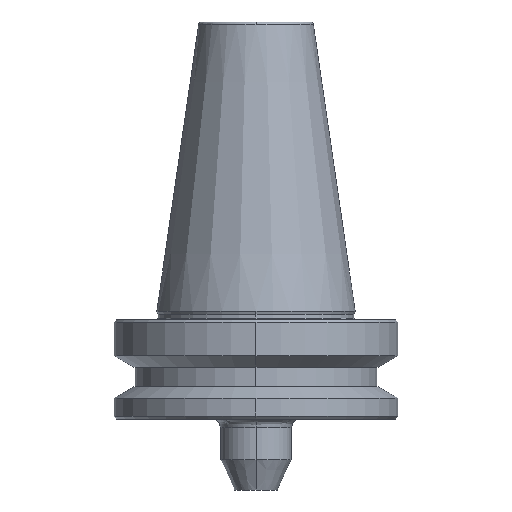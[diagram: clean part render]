
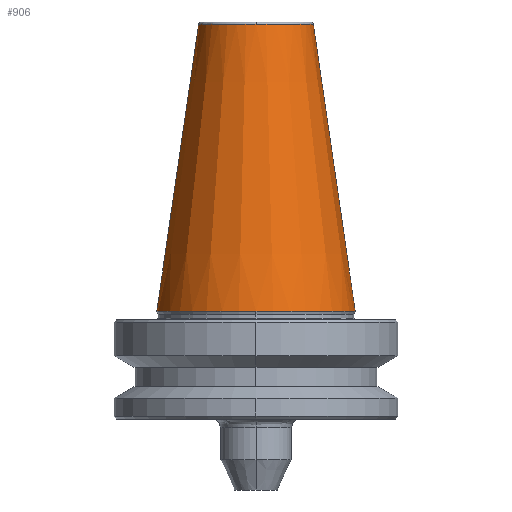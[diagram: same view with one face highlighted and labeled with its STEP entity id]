
A CAD part, left-side view. The second image highlights one B-rep face of the part: STEP entity #906.
In plain terms, the highlighted conical face has half-angle 8.297 degrees and reference radius 34.925 mm.
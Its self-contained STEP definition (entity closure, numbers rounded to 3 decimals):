
#11 = CARTESIAN_POINT ( 'NONE',  ( 0., 0., 0. ) ) ;
#45 = ORIENTED_EDGE ( 'NONE', *, *, #1219, .T. ) ;
#70 = CARTESIAN_POINT ( 'NONE',  ( 0., 34.925, 0. ) ) ;
#98 = DIRECTION ( 'NONE',  ( 0., 0., -1. ) ) ;
#100 = DIRECTION ( 'NONE',  ( 0., 0., 1. ) ) ;
#111 = DIRECTION ( 'NONE',  ( 0., 0., -1. ) ) ;
#115 = ORIENTED_EDGE ( 'NONE', *, *, #1202, .T. ) ;
#124 = CARTESIAN_POINT ( 'NONE',  ( 0., -34.925, 0. ) ) ;
#125 = DIRECTION ( 'NONE',  ( 0., 0., -1. ) ) ;
#162 = CARTESIAN_POINT ( 'NONE',  ( 0., -34.925, 0. ) ) ;
#226 = AXIS2_PLACEMENT_3D ( 'NONE', #303, #1059, #408 ) ;
#251 = ORIENTED_EDGE ( 'NONE', *, *, #782, .F. ) ;
#276 = VECTOR ( 'NONE', #826, 1000. ) ;
#303 = CARTESIAN_POINT ( 'NONE',  ( 0., 0., 0. ) ) ;
#331 = CARTESIAN_POINT ( 'NONE',  ( -34.925, 0., 0. ) ) ;
#405 = ORIENTED_EDGE ( 'NONE', *, *, #1073, .T. ) ;
#408 = DIRECTION ( 'NONE',  ( -1., 0., 0. ) ) ;
#444 = DIRECTION ( 'NONE',  ( 0., -0.144, -0.99 ) ) ;
#500 = AXIS2_PLACEMENT_3D ( 'NONE', #901, #98, #825 ) ;
#506 = CARTESIAN_POINT ( 'NONE',  ( -20.204, 0., 100.944 ) ) ;
#547 = CARTESIAN_POINT ( 'NONE',  ( 0., -20.204, 100.944 ) ) ;
#593 = VERTEX_POINT ( 'NONE', #506 ) ;
#644 = AXIS2_PLACEMENT_3D ( 'NONE', #750, #100, #853 ) ;
#697 = VECTOR ( 'NONE', #444, 1000. ) ;
#719 = AXIS2_PLACEMENT_3D ( 'NONE', #766, #111, #864 ) ;
#721 = CIRCLE ( 'NONE', #644, 34.925 ) ;
#744 = CIRCLE ( 'NONE', #719, 20.204 ) ;
#750 = CARTESIAN_POINT ( 'NONE',  ( 0., 0., 0. ) ) ;
#766 = CARTESIAN_POINT ( 'NONE',  ( 0., 0., 100.944 ) ) ;
#782 = EDGE_CURVE ( 'NONE', #857, #1013, #979, .T. ) ;
#787 = EDGE_LOOP ( 'NONE', ( #251, #1198, #1075, #405, #45, #115 ) ) ;
#799 = VERTEX_POINT ( 'NONE', #331 ) ;
#805 = EDGE_CURVE ( 'NONE', #593, #1277, #913, .T. ) ;
#825 = DIRECTION ( 'NONE',  ( -1., 0., 0. ) ) ;
#826 = DIRECTION ( 'NONE',  ( 0., 0.144, -0.99 ) ) ;
#851 = LINE ( 'NONE', #70, #276 ) ;
#853 = DIRECTION ( 'NONE',  ( -1., 0., 0. ) ) ;
#857 = VERTEX_POINT ( 'NONE', #547 ) ;
#864 = DIRECTION ( 'NONE',  ( -1., 0., 0. ) ) ;
#878 = FACE_OUTER_BOUND ( 'NONE', #787, .T. ) ;
#901 = CARTESIAN_POINT ( 'NONE',  ( 0., 0., 100.944 ) ) ;
#906 = ADVANCED_FACE ( 'NONE', ( #878 ), #1092, .T. ) ;
#913 = CIRCLE ( 'NONE', #500, 20.204 ) ;
#979 = LINE ( 'NONE', #124, #697 ) ;
#1013 = VERTEX_POINT ( 'NONE', #162 ) ;
#1051 = CARTESIAN_POINT ( 'NONE',  ( 0., 34.925, 0. ) ) ;
#1059 = DIRECTION ( 'NONE',  ( 0., 0., 1. ) ) ;
#1073 = EDGE_CURVE ( 'NONE', #1277, #1157, #851, .T. ) ;
#1075 = ORIENTED_EDGE ( 'NONE', *, *, #805, .T. ) ;
#1079 = AXIS2_PLACEMENT_3D ( 'NONE', #11, #125, #1289 ) ;
#1092 = CONICAL_SURFACE ( 'NONE', #1079, 34.925, 0.145 ) ;
#1157 = VERTEX_POINT ( 'NONE', #1051 ) ;
#1198 = ORIENTED_EDGE ( 'NONE', *, *, #1303, .T. ) ;
#1202 = EDGE_CURVE ( 'NONE', #799, #1013, #1304, .T. ) ;
#1219 = EDGE_CURVE ( 'NONE', #1157, #799, #721, .T. ) ;
#1270 = CARTESIAN_POINT ( 'NONE',  ( 0., 20.204, 100.944 ) ) ;
#1277 = VERTEX_POINT ( 'NONE', #1270 ) ;
#1289 = DIRECTION ( 'NONE',  ( 0., 1., 0. ) ) ;
#1303 = EDGE_CURVE ( 'NONE', #857, #593, #744, .T. ) ;
#1304 = CIRCLE ( 'NONE', #226, 34.925 ) ;
